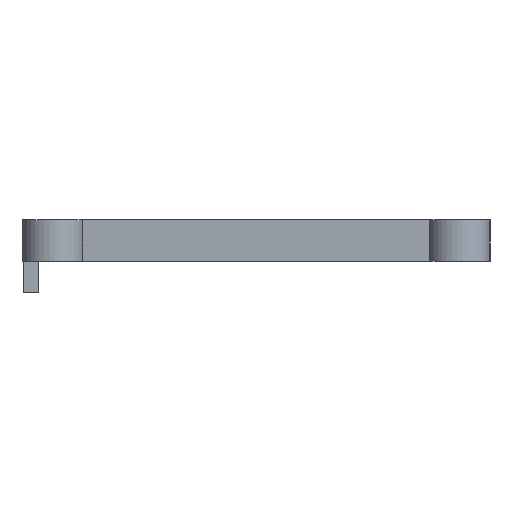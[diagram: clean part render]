
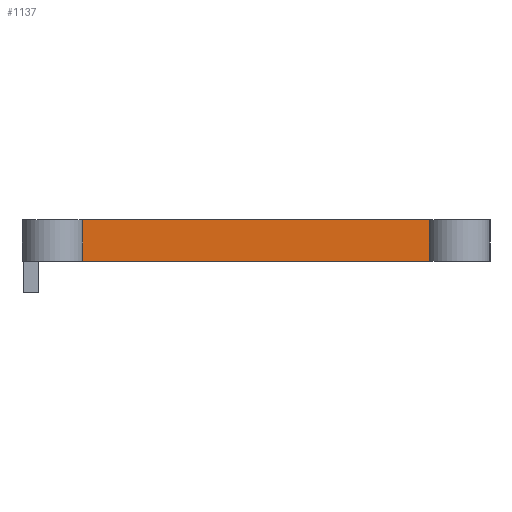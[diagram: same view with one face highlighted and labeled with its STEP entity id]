
A CAD part, left-side view. The second image highlights one B-rep face of the part: STEP entity #1137.
In plain terms, the highlighted planar face has unit normal (-1, 0, 0).
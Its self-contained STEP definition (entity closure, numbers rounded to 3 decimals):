
#74=FACE_OUTER_BOUND('',#145,.T.);
#145=EDGE_LOOP('',(#957,#958,#959,#960));
#203=LINE('',#1592,#342);
#268=LINE('',#1743,#407);
#300=LINE('',#1815,#439);
#301=LINE('',#1817,#440);
#342=VECTOR('',#1280,10.);
#407=VECTOR('',#1391,10.);
#439=VECTOR('',#1473,10.);
#440=VECTOR('',#1476,10.);
#486=VERTEX_POINT('',#1589);
#487=VERTEX_POINT('',#1591);
#549=VERTEX_POINT('',#1740);
#550=VERTEX_POINT('',#1742);
#592=EDGE_CURVE('',#486,#487,#203,.T.);
#667=EDGE_CURVE('',#549,#550,#268,.T.);
#704=EDGE_CURVE('',#486,#550,#300,.T.);
#705=EDGE_CURVE('',#487,#549,#301,.T.);
#957=ORIENTED_EDGE('',*,*,#704,.T.);
#958=ORIENTED_EDGE('',*,*,#667,.F.);
#959=ORIENTED_EDGE('',*,*,#705,.F.);
#960=ORIENTED_EDGE('',*,*,#592,.F.);
#1086=PLANE('',#1228);
#1137=ADVANCED_FACE('',(#74),#1086,.T.);
#1228=AXIS2_PLACEMENT_3D('',#1816,#1474,#1475);
#1280=DIRECTION('',(0.,1.,0.));
#1391=DIRECTION('',(0.,-1.,0.));
#1473=DIRECTION('',(0.,0.,1.));
#1474=DIRECTION('center_axis',(-1.,0.,0.));
#1475=DIRECTION('ref_axis',(0.,-1.,0.));
#1476=DIRECTION('',(0.,0.,1.));
#1589=CARTESIAN_POINT('',(-2.992,-34.25,-15.));
#1591=CARTESIAN_POINT('',(-2.992,-0.75,-15.));
#1592=CARTESIAN_POINT('',(-2.992,-0.75,-15.));
#1740=CARTESIAN_POINT('',(-2.992,-0.75,-11.));
#1742=CARTESIAN_POINT('',(-2.992,-34.25,-11.));
#1743=CARTESIAN_POINT('',(-2.992,-0.75,-11.));
#1815=CARTESIAN_POINT('',(-2.992,-34.25,-14.));
#1816=CARTESIAN_POINT('Origin',(-2.992,-0.75,-14.));
#1817=CARTESIAN_POINT('',(-2.992,-0.75,-14.));
